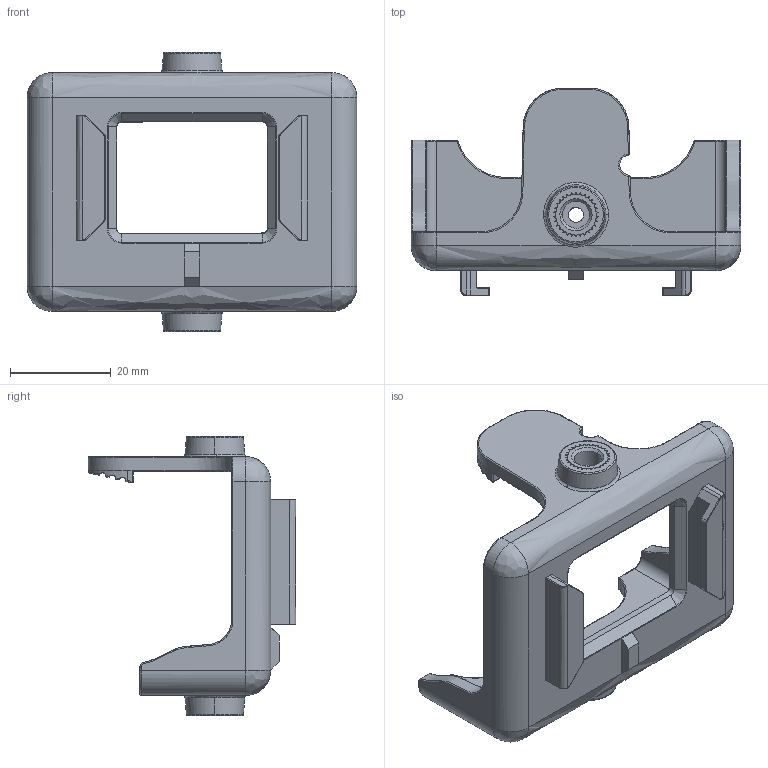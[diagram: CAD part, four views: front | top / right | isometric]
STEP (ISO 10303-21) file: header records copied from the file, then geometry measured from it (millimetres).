
FILE_DESCRIPTION(/* description */ (''),/* implementation_level */ '2;1');
FILE_NAME(/* name */ 'BACKMO~2',/* time_stamp */ '2015-06-13T20:56:39+00:00',/* author */ (''),/* organization */ (''),/* preprocessor_version */ 'ST-DEVELOPER v15',/* originating_system */ '',/* authorisation */ '');
FILE_SCHEMA (('AUTOMOTIVE_DESIGN'));
Length unit declared in the file: millimetre
Products named in the file (1): Document
Bounding box: 65.55 x 41.3 x 55.5 mm (x, y, z)
Volume: 15600.8 mm3; surface area: 12641.6 mm2
Topology: 3 solids, 3 shells, 497 faces, 1316 edges, 818 vertices
Faces by surface type: bspline 493, plane 4
Entity records: 20654 total; most frequent: CARTESIAN_POINT 13206, ORIENTED_EDGE 2616, EDGE_CURVE 1308, B_SPLINE_CURVE_WITH_KNOTS 824, VERTEX_POINT 818, EDGE_LOOP 512, ADVANCED_FACE 497, FACE_OUTER_BOUND 497
